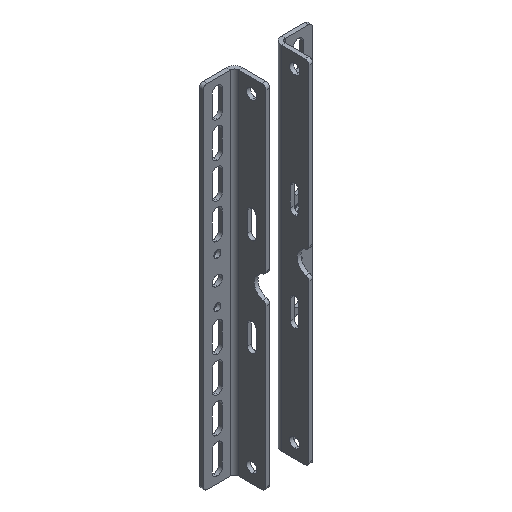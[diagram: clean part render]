
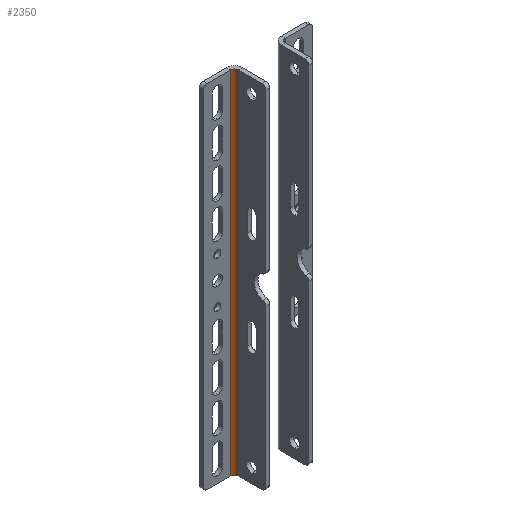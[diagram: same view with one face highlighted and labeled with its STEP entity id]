
A CAD part, isometric view. The second image highlights one B-rep face of the part: STEP entity #2350.
In plain terms, the highlighted cylindrical face has radius 5 mm (diameter 10 mm), a partial arc.
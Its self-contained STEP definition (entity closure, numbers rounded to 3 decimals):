
#164 = CARTESIAN_POINT ( 'NONE',  ( 5., 0., -225. ) ) ;
#184 = AXIS2_PLACEMENT_3D ( 'NONE', #1468, #1512, #2189 ) ;
#240 = VERTEX_POINT ( 'NONE', #164 ) ;
#515 = VECTOR ( 'NONE', #1095, 1000. ) ;
#583 = CARTESIAN_POINT ( 'NONE',  ( 0., -5., 225. ) ) ;
#626 = CIRCLE ( 'NONE', #2015, 5. ) ;
#703 = CYLINDRICAL_SURFACE ( 'NONE', #184, 5. ) ;
#858 = CARTESIAN_POINT ( 'NONE',  ( 0., -5., -225. ) ) ;
#898 = DIRECTION ( 'NONE',  ( 1., 0., 0. ) ) ;
#956 = CIRCLE ( 'NONE', #2618, 5. ) ;
#1095 = DIRECTION ( 'NONE',  ( 0., 0., -1. ) ) ;
#1164 = ORIENTED_EDGE ( 'NONE', *, *, #1809, .T. ) ;
#1274 = VERTEX_POINT ( 'NONE', #2382 ) ;
#1334 = ORIENTED_EDGE ( 'NONE', *, *, #1912, .F. ) ;
#1403 = FACE_OUTER_BOUND ( 'NONE', #1876, .T. ) ;
#1468 = CARTESIAN_POINT ( 'NONE',  ( 5., -5., -682.083 ) ) ;
#1475 = LINE ( 'NONE', #858, #515 ) ;
#1497 = DIRECTION ( 'NONE',  ( 0., 0., -1. ) ) ;
#1512 = DIRECTION ( 'NONE',  ( 0., 0., 1. ) ) ;
#1680 = ORIENTED_EDGE ( 'NONE', *, *, #2457, .F. ) ;
#1702 = VERTEX_POINT ( 'NONE', #583 ) ;
#1809 = EDGE_CURVE ( 'NONE', #1702, #2196, #1475, .T. ) ;
#1821 = DIRECTION ( 'NONE',  ( 0., 0., 1. ) ) ;
#1876 = EDGE_LOOP ( 'NONE', ( #1164, #1334, #1680, #2821 ) ) ;
#1912 = EDGE_CURVE ( 'NONE', #240, #2196, #626, .T. ) ;
#2014 = DIRECTION ( 'NONE',  ( 0., 0., -1. ) ) ;
#2015 = AXIS2_PLACEMENT_3D ( 'NONE', #2306, #1821, #898 ) ;
#2153 = LINE ( 'NONE', #2645, #2876 ) ;
#2189 = DIRECTION ( 'NONE',  ( 1., 0., 0. ) ) ;
#2196 = VERTEX_POINT ( 'NONE', #2611 ) ;
#2306 = CARTESIAN_POINT ( 'NONE',  ( 5., -5., -225. ) ) ;
#2350 = ADVANCED_FACE ( 'NONE', ( #1403 ), #703, .F. ) ;
#2382 = CARTESIAN_POINT ( 'NONE',  ( 5., 0., 225. ) ) ;
#2457 = EDGE_CURVE ( 'NONE', #1274, #240, #2153, .T. ) ;
#2463 = DIRECTION ( 'NONE',  ( 1., 0., 0. ) ) ;
#2492 = EDGE_CURVE ( 'NONE', #1702, #1274, #956, .T. ) ;
#2611 = CARTESIAN_POINT ( 'NONE',  ( 0., -5., -225. ) ) ;
#2618 = AXIS2_PLACEMENT_3D ( 'NONE', #2924, #2014, #2463 ) ;
#2645 = CARTESIAN_POINT ( 'NONE',  ( 5., 0., -225. ) ) ;
#2821 = ORIENTED_EDGE ( 'NONE', *, *, #2492, .F. ) ;
#2876 = VECTOR ( 'NONE', #1497, 1000. ) ;
#2924 = CARTESIAN_POINT ( 'NONE',  ( 5., -5., 225. ) ) ;
